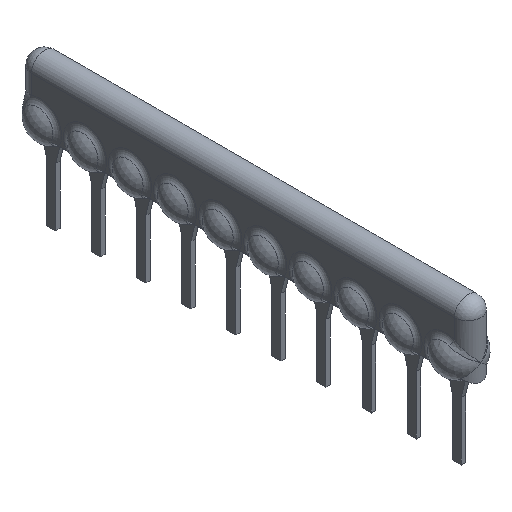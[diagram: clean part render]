
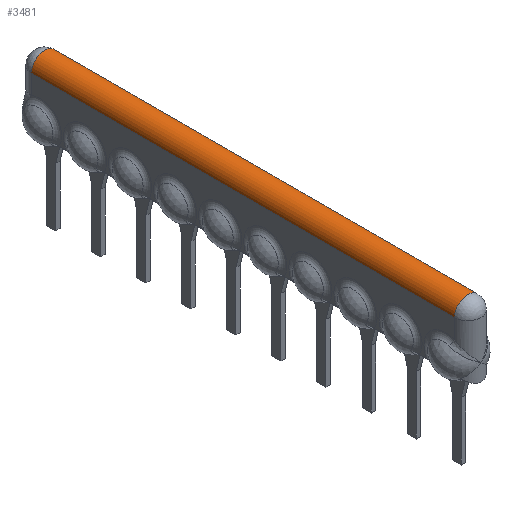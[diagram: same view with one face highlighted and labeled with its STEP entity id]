
A CAD part, isometric view. The second image highlights one B-rep face of the part: STEP entity #3481.
In plain terms, the highlighted cylindrical face has radius 0.75 mm (diameter 1.5 mm), a partial arc.
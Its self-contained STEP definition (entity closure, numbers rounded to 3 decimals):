
#114=DIRECTION('',(0.,1.,0.));
#115=VECTOR('',#114,23.85);
#116=CARTESIAN_POINT('',(0.75,0.75,2.195));
#117=LINE('',#116,#115);
#732=CARTESIAN_POINT('',(0.,24.6,2.195));
#733=DIRECTION('',(0.,-1.,0.));
#734=DIRECTION('',(1.,0.,0.));
#735=AXIS2_PLACEMENT_3D('',#732,#733,#734);
#737=CARTESIAN_POINT('',(0.,0.75,2.195));
#738=DIRECTION('',(0.,-1.,0.));
#739=DIRECTION('',(1.,0.,0.));
#740=AXIS2_PLACEMENT_3D('',#737,#738,#739);
#742=DIRECTION('',(0.,1.,0.));
#743=VECTOR('',#742,23.85);
#744=CARTESIAN_POINT('',(-0.75,0.75,2.195));
#745=LINE('',#744,#743);
#2135=CARTESIAN_POINT('',(0.75,0.75,2.195));
#2136=CARTESIAN_POINT('',(-0.75,0.75,2.195));
#2137=VERTEX_POINT('',#2135);
#2138=VERTEX_POINT('',#2136);
#2543=CARTESIAN_POINT('',(-0.75,24.6,2.195));
#2545=VERTEX_POINT('',#2543);
#2547=CARTESIAN_POINT('',(0.75,24.6,2.195));
#2548=VERTEX_POINT('',#2547);
#3468=CARTESIAN_POINT('',(0.,0.,2.195));
#3469=DIRECTION('',(0.,1.,0.));
#3470=DIRECTION('',(-1.,0.,0.));
#3471=AXIS2_PLACEMENT_3D('',#3468,#3469,#3470);
#3472=CYLINDRICAL_SURFACE('',#3471,0.75);
#3474=ORIENTED_EDGE('',*,*,#3473,.F.);
#3475=ORIENTED_EDGE('',*,*,#2743,.F.);
#3477=ORIENTED_EDGE('',*,*,#3476,.T.);
#3478=ORIENTED_EDGE('',*,*,#3435,.T.);
#3479=EDGE_LOOP('',(#3474,#3475,#3477,#3478));
#3480=FACE_OUTER_BOUND('',#3479,.F.);
#736=CIRCLE('',#735,0.75);
#741=CIRCLE('',#740,0.75);
#2743=EDGE_CURVE('',#2137,#2548,#117,.T.);
#3435=EDGE_CURVE('',#2138,#2545,#745,.T.);
#3473=EDGE_CURVE('',#2548,#2545,#736,.T.);
#3476=EDGE_CURVE('',#2137,#2138,#741,.T.);
#3481=ADVANCED_FACE('',(#3480),#3472,.T.);
